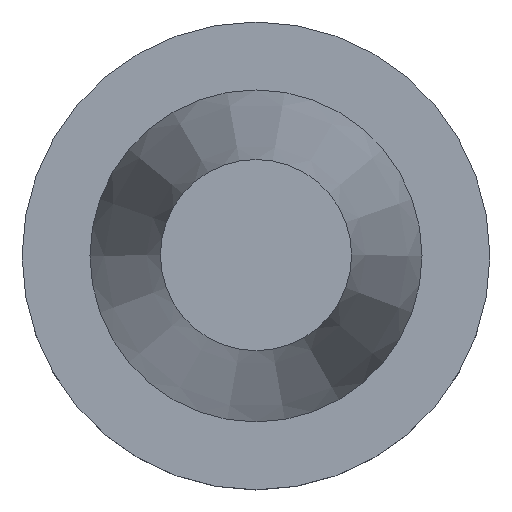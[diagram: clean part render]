
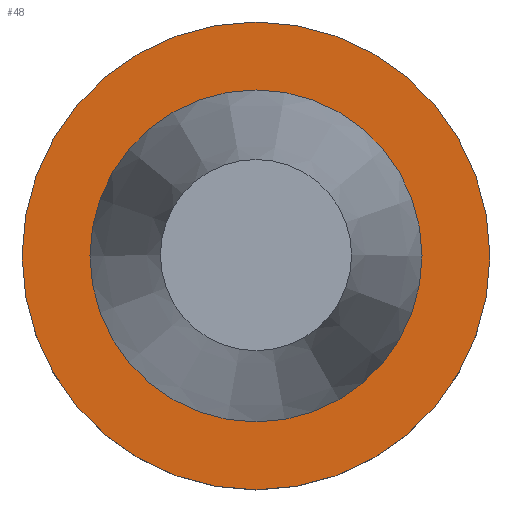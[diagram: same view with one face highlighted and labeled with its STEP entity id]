
A CAD part, top view. The second image highlights one B-rep face of the part: STEP entity #48.
In plain terms, the highlighted planar face has unit normal (0, 0, 1).
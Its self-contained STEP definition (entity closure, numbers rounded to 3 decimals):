
#14 = FACE_BOUND ( 'NONE', #58, .T. ) ;
#28 = CIRCLE ( 'NONE', #371, 34.925 ) ;
#32 = PLANE ( 'NONE',  #341 ) ;
#39 = CARTESIAN_POINT ( 'NONE',  ( 49.215, 0., -1.5 ) ) ;
#48 = ADVANCED_FACE ( 'NONE', ( #14, #139 ), #32, .F. ) ;
#57 = CARTESIAN_POINT ( 'NONE',  ( 0., 0., -1.5 ) ) ;
#58 = EDGE_LOOP ( 'NONE', ( #317 ) ) ;
#60 = EDGE_LOOP ( 'NONE', ( #87 ) ) ;
#87 = ORIENTED_EDGE ( 'NONE', *, *, #171, .T. ) ;
#137 = CARTESIAN_POINT ( 'NONE',  ( 0., 49.215, -1.5 ) ) ;
#139 = FACE_OUTER_BOUND ( 'NONE', #60, .T. ) ;
#158 = DIRECTION ( 'NONE',  ( 0., 0., 1. ) ) ;
#171 = EDGE_CURVE ( 'NONE', #319, #319, #251, .T. ) ;
#209 = CARTESIAN_POINT ( 'NONE',  ( 0., 0., -1.5 ) ) ;
#216 = VERTEX_POINT ( 'NONE', #337 ) ;
#221 = DIRECTION ( 'NONE',  ( -1., 0., 0. ) ) ;
#251 = CIRCLE ( 'NONE', #307, 49.215 ) ;
#291 = EDGE_CURVE ( 'NONE', #216, #216, #28, .T. ) ;
#303 = DIRECTION ( 'NONE',  ( 0., 0., 1. ) ) ;
#307 = AXIS2_PLACEMENT_3D ( 'NONE', #209, #303, #355 ) ;
#317 = ORIENTED_EDGE ( 'NONE', *, *, #291, .F. ) ;
#319 = VERTEX_POINT ( 'NONE', #39 ) ;
#337 = CARTESIAN_POINT ( 'NONE',  ( 34.925, 0., -1.5 ) ) ;
#340 = DIRECTION ( 'NONE',  ( 1., 0., 0. ) ) ;
#341 = AXIS2_PLACEMENT_3D ( 'NONE', #137, #382, #221 ) ;
#355 = DIRECTION ( 'NONE',  ( 1., 0., 0. ) ) ;
#371 = AXIS2_PLACEMENT_3D ( 'NONE', #57, #158, #340 ) ;
#382 = DIRECTION ( 'NONE',  ( 0., 0., -1. ) ) ;
